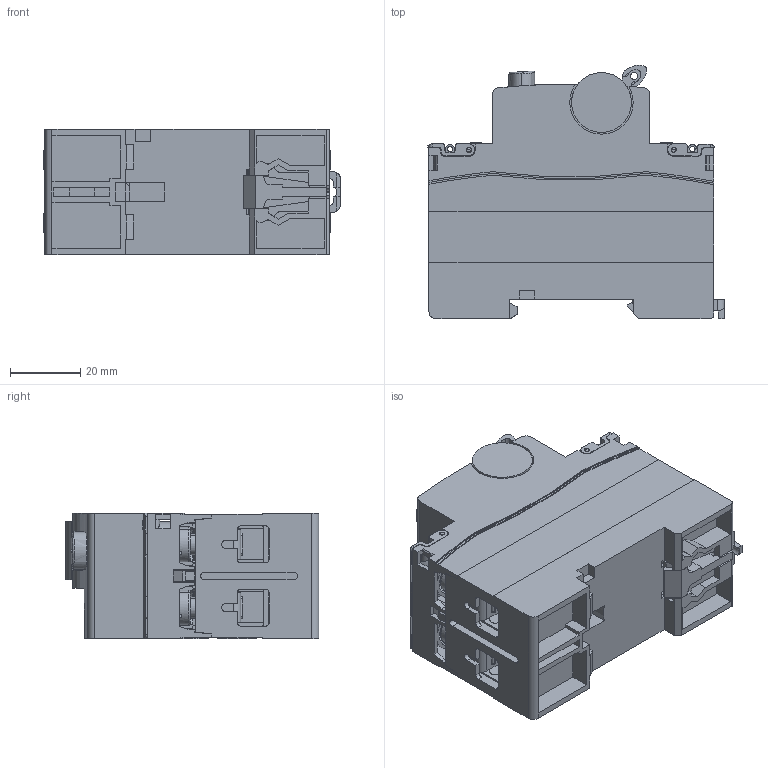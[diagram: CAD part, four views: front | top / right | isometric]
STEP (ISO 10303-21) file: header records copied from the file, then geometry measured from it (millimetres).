
FILE_DESCRIPTION (( 'STEP AP203' ), '1' );
FILE_NAME ('230816 EKF-RCCB 2P蚾饜軞蚾芞.STEP', '2023-08-16T06:40:24', ( '' ), ( '' ), 'SwSTEP 2.0', 'SolidWorks 2019', '' );
FILE_SCHEMA (( 'CONFIG_CONTROL_DESIGN' ));
Length unit declared in the file: millimetre
Products named in the file (25): EKF-RCCB  M6諉盄翐郪璃; PR8-縐諶_ぽ窪(BK01); EKF-RCCB 2P盖_鸭卵青(WH06)ECB3色; EKF-RCCB硌尨璃; EKF-RCCB  AC倰2P萇棠炵苀; EKF-RCCB 噙諉盄啣郪璃; EKF RCCB-PR8操作机构_青莲(VT01); EKF-RCCB  諉盄啣郪璃; EKF-RCCB 100A諉盄啣_豜肣; EKF-RCCB  100A噙揖芛郪璃; EKF-RCCB 2P底座_鸭卵青(WH06)ECB3色; EKF-RCCB 100A噙揖芛_豜肣; EKF-RCCB 2P楹啣; EKF-RCCB 100A接线框_蓝白锌淬火盐雾; EKF-RCCB M6X12蹟隊; 230816 EKF-RCCB 2P蚾饜軞蚾芞; SR6-忒梟誘杶_塑酴; PR8 试验按钮_群青(BU03); EKF-RCCB手柄_群青(BU03)
Assembly tree (33 placements, depth 5):
  230816 EKF-RCCB 2P蚾饜軞蚾芞
    EKF-RCCB 2P底座_鸭卵青(WH06)ECB3色
    EKF-RCCB 噙諉盄啣郪璃
      EKF-RCCB  100A噙揖芛郪璃
        EKF-RCCB 100A噙揖芛_豜肣
      EKF-RCCB  M6諉盄翐郪璃
        EKF-RCCB 100A接线框_蓝白锌淬火盐雾
        EKF-RCCB M6X12蹟隊
    EKF-RCCB 噙諉盄啣郪璃
      EKF-RCCB  100A噙揖芛郪璃
        EKF-RCCB 100A噙揖芛_豜肣
      EKF-RCCB  M6諉盄翐郪璃
        EKF-RCCB 100A接线框_蓝白锌淬火盐雾
        EKF-RCCB M6X12蹟隊
    EKF-RCCB  AC倰2P萇棠炵苀
      EKF-RCCB  諉盄啣郪璃
        EKF-RCCB 100A諉盄啣_豜肣
        EKF-RCCB  M6諉盄翐郪璃
          EKF-RCCB 100A接线框_蓝白锌淬火盐雾
          EKF-RCCB M6X12蹟隊
      EKF-RCCB  諉盄啣郪璃
        EKF-RCCB 100A諉盄啣_豜肣
        EKF-RCCB  M6諉盄翐郪璃
          EKF-RCCB 100A接线框_蓝白锌淬火盐雾
          EKF-RCCB M6X12蹟隊
    EKF-RCCB硌尨璃
    EKF RCCB-PR8操作机构_青莲(VT01)
      EKF-RCCB手柄_群青(BU03)
    EKF-RCCB 2P盖_鸭卵青(WH06)ECB3色
    PR8 试验按钮_群青(BU03)
    PR8-縐諶_ぽ窪(BK01)
    EKF-RCCB 2P楹啣  x2
    SR6-忒梟誘杶_塑酴
Bounding box: 84.45 x 72.1 x 35.7 mm (x, y, z)
Volume: 49560.2 mm3; surface area: 74442.3 mm2
Topology: 21 solids, 21 shells, 3190 faces, 8946 edges, 5874 vertices
Faces by surface type: plane 2277, cylinder 622, bspline 136, torus 87, cone 68
Entity records: 85101 total; most frequent: CARTESIAN_POINT 19143, ORIENTED_EDGE 13780, DIRECTION 12275, EDGE_CURVE 6890, LINE 5341, VECTOR 5341, VERTEX_POINT 4547, AXIS2_PLACEMENT_3D 3467
